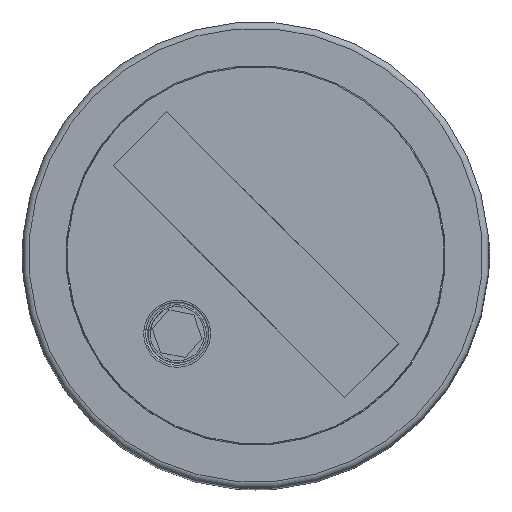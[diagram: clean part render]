
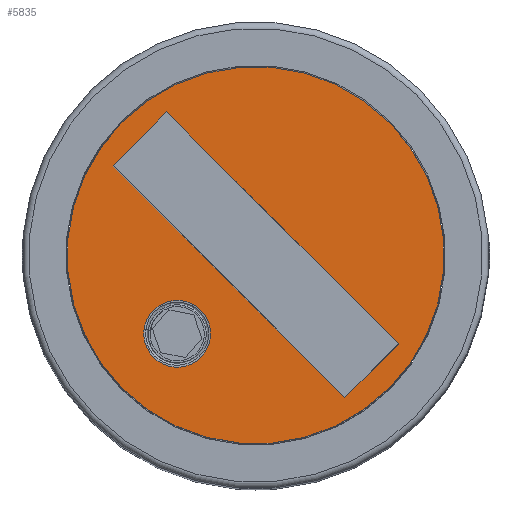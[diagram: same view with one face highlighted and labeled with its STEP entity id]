
A CAD part, top view. The second image highlights one B-rep face of the part: STEP entity #5835.
In plain terms, the highlighted planar face has unit normal (0, 0, 1).
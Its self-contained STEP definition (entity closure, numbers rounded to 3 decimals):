
#2014=PLANE('',#42768);
#5835=ADVANCED_FACE('',(#6418,#6419,#6420),#2014,.T.);
#6418=FACE_BOUND('',#8696,.T.);
#6419=FACE_BOUND('',#8697,.T.);
#6420=FACE_BOUND('',#8698,.T.);
#8696=EDGE_LOOP('',(#28378));
#8697=EDGE_LOOP('',(#28379,#28380,#28381,#28382));
#8698=EDGE_LOOP('',(#28383));
#12895=LINE('',#73812,#17097);
#12896=LINE('',#73815,#17098);
#12897=LINE('',#73817,#17099);
#12898=LINE('',#73819,#17100);
#17097=VECTOR('',#53727,1.);
#17098=VECTOR('',#53728,1.);
#17099=VECTOR('',#53729,1.);
#17100=VECTOR('',#53730,1.);
#28378=ORIENTED_EDGE('',*,*,#37925,.T.);
#28379=ORIENTED_EDGE('',*,*,#37935,.F.);
#28380=ORIENTED_EDGE('',*,*,#37936,.F.);
#28381=ORIENTED_EDGE('',*,*,#37937,.F.);
#28382=ORIENTED_EDGE('',*,*,#37938,.F.);
#28383=ORIENTED_EDGE('',*,*,#37930,.T.);
#32272=VERTEX_POINT('',#73754);
#32277=VERTEX_POINT('',#73768);
#32282=VERTEX_POINT('',#73813);
#32283=VERTEX_POINT('',#73814);
#32284=VERTEX_POINT('',#73816);
#32285=VERTEX_POINT('',#73818);
#37925=EDGE_CURVE('',#32272,#32272,#39376,.T.);
#37930=EDGE_CURVE('',#32277,#32277,#39380,.T.);
#37935=EDGE_CURVE('',#32282,#32283,#12895,.T.);
#37936=EDGE_CURVE('',#32284,#32282,#12896,.T.);
#37937=EDGE_CURVE('',#32285,#32284,#12897,.T.);
#37938=EDGE_CURVE('',#32283,#32285,#12898,.T.);
#39376=CIRCLE('',#42758,2.65);
#39380=CIRCLE('',#42763,14.95);
#42758=AXIS2_PLACEMENT_3D('',#73753,#53707,#53708);
#42763=AXIS2_PLACEMENT_3D('',#73767,#53717,#53718);
#42768=AXIS2_PLACEMENT_3D('',#73820,#53731,#53732);
#53707=DIRECTION('',(0.,0.,-1.));
#53708=DIRECTION('',(-0.707,-0.707,0.));
#53717=DIRECTION('',(0.,0.,1.));
#53718=DIRECTION('',(-0.707,-0.707,0.));
#53727=DIRECTION('',(0.707,-0.707,0.));
#53728=DIRECTION('',(-0.707,-0.707,0.));
#53729=DIRECTION('',(-0.707,0.707,0.));
#53730=DIRECTION('',(0.707,0.707,0.));
#53731=DIRECTION('',(0.,0.,1.));
#53732=DIRECTION('',(-0.707,-0.707,0.));
#73753=CARTESIAN_POINT('',(157.026,5.475,72.));
#73754=CARTESIAN_POINT('',(155.152,3.601,72.));
#73767=CARTESIAN_POINT('',(163.253,11.702,72.));
#73768=CARTESIAN_POINT('',(152.682,1.13,72.));
#73812=CARTESIAN_POINT('',(151.939,18.773,72.));
#73813=CARTESIAN_POINT('',(151.939,18.773,72.));
#73814=CARTESIAN_POINT('',(170.324,0.388,72.));
#73815=CARTESIAN_POINT('',(156.182,23.015,72.));
#73816=CARTESIAN_POINT('',(156.182,23.015,72.));
#73817=CARTESIAN_POINT('',(174.567,4.631,72.));
#73818=CARTESIAN_POINT('',(174.567,4.631,72.));
#73819=CARTESIAN_POINT('',(170.324,0.388,72.));
#73820=CARTESIAN_POINT('',(163.253,11.702,72.));
